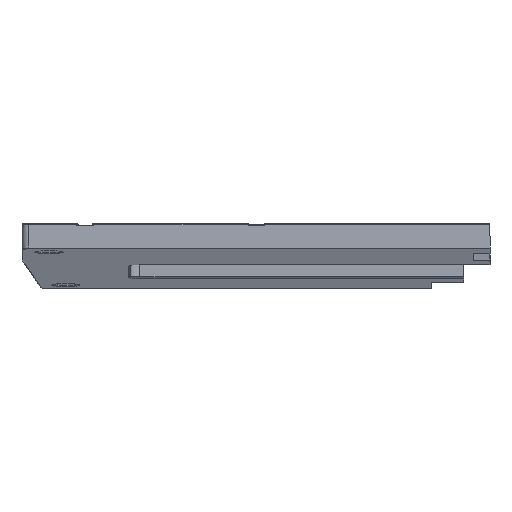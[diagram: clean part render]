
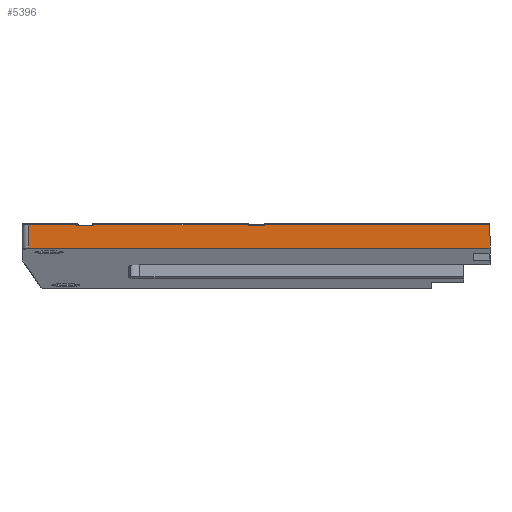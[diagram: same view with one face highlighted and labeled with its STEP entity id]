
A CAD part, top view. The second image highlights one B-rep face of the part: STEP entity #5396.
In plain terms, the highlighted planar face has unit normal (0, 0, 1).
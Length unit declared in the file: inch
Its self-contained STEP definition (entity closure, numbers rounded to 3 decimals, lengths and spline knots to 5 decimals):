
#881=FACE_OUTER_BOUND('',#1193,.T.);
#1193=EDGE_LOOP('',(#4447,#4448,#4449,#4450,#4451,#4452,#4453,#4454,#4455,
#4456,#4457,#4458));
#1550=LINE('',#8360,#2055);
#1552=LINE('',#8364,#2057);
#1675=LINE('',#8986,#2180);
#1676=LINE('',#8989,#2181);
#1677=LINE('',#8991,#2182);
#1678=LINE('',#8993,#2183);
#1679=LINE('',#8995,#2184);
#1680=LINE('',#8997,#2185);
#1681=LINE('',#8999,#2186);
#1682=LINE('',#9001,#2187);
#1683=LINE('',#9003,#2188);
#1684=LINE('',#9004,#2189);
#2055=VECTOR('',#6620,0.3937);
#2057=VECTOR('',#6624,0.3937);
#2180=VECTOR('',#6963,0.3937);
#2181=VECTOR('',#6966,0.3937);
#2182=VECTOR('',#6967,0.3937);
#2183=VECTOR('',#6968,0.3937);
#2184=VECTOR('',#6969,0.3937);
#2185=VECTOR('',#6970,0.3937);
#2186=VECTOR('',#6971,0.3937);
#2187=VECTOR('',#6972,0.3937);
#2188=VECTOR('',#6973,0.3937);
#2189=VECTOR('',#6974,0.3937);
#2563=VERTEX_POINT('',#8357);
#2564=VERTEX_POINT('',#8359);
#2565=VERTEX_POINT('',#8363);
#2677=VERTEX_POINT('',#8984);
#2678=VERTEX_POINT('',#8988);
#2679=VERTEX_POINT('',#8990);
#2680=VERTEX_POINT('',#8992);
#2681=VERTEX_POINT('',#8994);
#2682=VERTEX_POINT('',#8996);
#2683=VERTEX_POINT('',#8998);
#2684=VERTEX_POINT('',#9000);
#2685=VERTEX_POINT('',#9002);
#3119=EDGE_CURVE('',#2563,#2564,#1550,.T.);
#3121=EDGE_CURVE('',#2564,#2565,#1552,.T.);
#3304=EDGE_CURVE('',#2677,#2563,#1675,.T.);
#3305=EDGE_CURVE('',#2678,#2677,#1676,.T.);
#3306=EDGE_CURVE('',#2678,#2679,#1677,.T.);
#3307=EDGE_CURVE('',#2680,#2679,#1678,.T.);
#3308=EDGE_CURVE('',#2681,#2680,#1679,.T.);
#3309=EDGE_CURVE('',#2682,#2681,#1680,.T.);
#3310=EDGE_CURVE('',#2682,#2683,#1681,.T.);
#3311=EDGE_CURVE('',#2684,#2683,#1682,.T.);
#3312=EDGE_CURVE('',#2685,#2684,#1683,.T.);
#3313=EDGE_CURVE('',#2565,#2685,#1684,.T.);
#4447=ORIENTED_EDGE('',*,*,#3119,.F.);
#4448=ORIENTED_EDGE('',*,*,#3304,.F.);
#4449=ORIENTED_EDGE('',*,*,#3305,.F.);
#4450=ORIENTED_EDGE('',*,*,#3306,.T.);
#4451=ORIENTED_EDGE('',*,*,#3307,.F.);
#4452=ORIENTED_EDGE('',*,*,#3308,.F.);
#4453=ORIENTED_EDGE('',*,*,#3309,.F.);
#4454=ORIENTED_EDGE('',*,*,#3310,.T.);
#4455=ORIENTED_EDGE('',*,*,#3311,.F.);
#4456=ORIENTED_EDGE('',*,*,#3312,.F.);
#4457=ORIENTED_EDGE('',*,*,#3313,.F.);
#4458=ORIENTED_EDGE('',*,*,#3121,.F.);
#5170=PLANE('',#5838);
#5396=ADVANCED_FACE('',(#881),#5170,.T.);
#5838=AXIS2_PLACEMENT_3D('',#8987,#6964,#6965);
#6620=DIRECTION('',(0.,-1.,0.));
#6624=DIRECTION('',(-1.,0.,0.));
#6963=DIRECTION('',(1.,0.,0.));
#6964=DIRECTION('center_axis',(0.,0.,1.));
#6965=DIRECTION('ref_axis',(-1.,0.,0.));
#6966=DIRECTION('',(0.,1.,0.));
#6967=DIRECTION('',(-1.,0.,0.));
#6968=DIRECTION('',(0.,-1.,0.));
#6969=DIRECTION('',(1.,0.,0.));
#6970=DIRECTION('',(0.,1.,0.));
#6971=DIRECTION('',(-1.,0.,0.));
#6972=DIRECTION('',(0.,-1.,0.));
#6973=DIRECTION('',(1.,0.,0.));
#6974=DIRECTION('',(0.,1.,0.));
#8357=CARTESIAN_POINT('',(0.,-0.05315,2.125));
#8359=CARTESIAN_POINT('',(0.,-0.33493,2.125));
#8360=CARTESIAN_POINT('',(0.,-0.57352,2.125));
#8363=CARTESIAN_POINT('',(-5.56004,-0.33493,2.125));
#8364=CARTESIAN_POINT('',(5.63878,-0.33493,2.125));
#8984=CARTESIAN_POINT('',(-2.71148,-0.05315,2.125));
#8986=CARTESIAN_POINT('',(2.81939,-0.05315,2.125));
#8987=CARTESIAN_POINT('Origin',(5.63878,-0.33465,2.125));
#8988=CARTESIAN_POINT('',(-2.71148,-0.06299,2.125));
#8989=CARTESIAN_POINT('',(-2.71148,-0.04331,2.125));
#8990=CARTESIAN_POINT('',(-2.91391,-0.06299,2.125));
#8991=CARTESIAN_POINT('',(1.41304,-0.06299,2.125));
#8992=CARTESIAN_POINT('',(-2.91391,-0.05315,2.125));
#8993=CARTESIAN_POINT('',(-2.91391,-0.04331,2.125));
#8994=CARTESIAN_POINT('',(-4.77378,-0.05315,2.125));
#8995=CARTESIAN_POINT('',(2.81939,-0.05315,2.125));
#8996=CARTESIAN_POINT('',(-4.77378,-0.06299,2.125));
#8997=CARTESIAN_POINT('',(-4.77378,-0.04331,2.125));
#8998=CARTESIAN_POINT('',(-4.97622,-0.06299,2.125));
#8999=CARTESIAN_POINT('',(0.38189,-0.06299,2.125));
#9000=CARTESIAN_POINT('',(-4.97622,-0.05315,2.125));
#9001=CARTESIAN_POINT('',(-4.97622,-0.04331,2.125));
#9002=CARTESIAN_POINT('',(-5.56004,-0.05315,2.125));
#9003=CARTESIAN_POINT('',(2.81939,-0.05315,2.125));
#9004=CARTESIAN_POINT('',(-5.56004,-0.33465,2.125));
